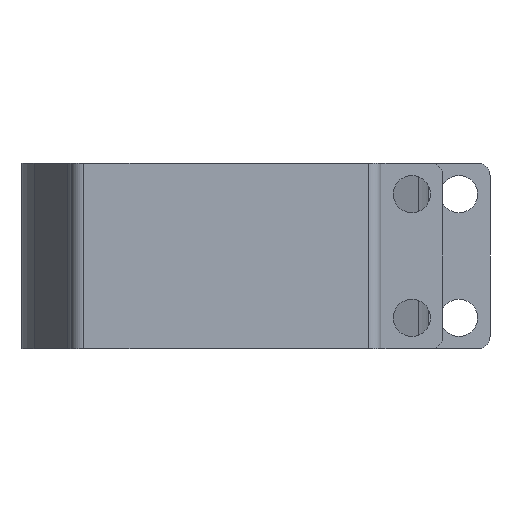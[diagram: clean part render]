
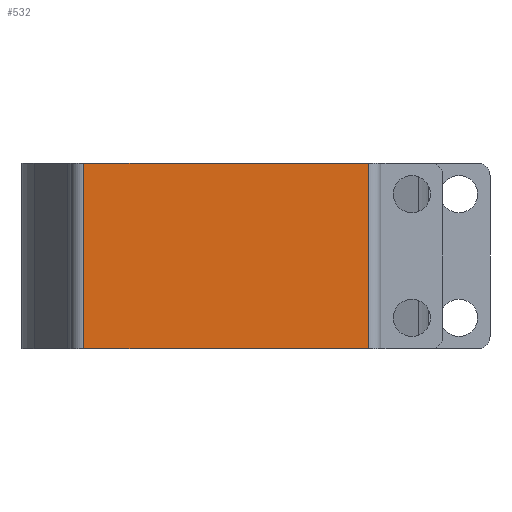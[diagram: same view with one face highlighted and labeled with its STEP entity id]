
A CAD part, front view. The second image highlights one B-rep face of the part: STEP entity #532.
In plain terms, the highlighted planar face has unit normal (0, -1, 0).
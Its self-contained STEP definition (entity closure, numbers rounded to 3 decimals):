
#68 = CARTESIAN_POINT ( 'NONE',  ( -23., -78., 0. ) ) ;
#101 = VECTOR ( 'NONE', #690, 1000. ) ;
#137 = VECTOR ( 'NONE', #211, 1000. ) ;
#211 = DIRECTION ( 'NONE',  ( 1., 0., 0. ) ) ;
#249 = ORIENTED_EDGE ( 'NONE', *, *, #275, .F. ) ;
#252 = ORIENTED_EDGE ( 'NONE', *, *, #1736, .T. ) ;
#275 = EDGE_CURVE ( 'NONE', #1762, #1844, #1390, .T. ) ;
#352 = ORIENTED_EDGE ( 'NONE', *, *, #1365, .T. ) ;
#438 = CARTESIAN_POINT ( 'NONE',  ( 23., -78., 30. ) ) ;
#499 = LINE ( 'NONE', #1753, #101 ) ;
#532 = ADVANCED_FACE ( 'NONE', ( #1349 ), #1364, .F. ) ;
#690 = DIRECTION ( 'NONE',  ( 0., 0., -1. ) ) ;
#830 = LINE ( 'NONE', #948, #1746 ) ;
#837 = CARTESIAN_POINT ( 'NONE',  ( 0., -78., 0. ) ) ;
#849 = EDGE_LOOP ( 'NONE', ( #252, #352, #249, #936 ) ) ;
#863 = EDGE_CURVE ( 'NONE', #1762, #1773, #499, .T. ) ;
#868 = DIRECTION ( 'NONE',  ( 0., 1., 0. ) ) ;
#936 = ORIENTED_EDGE ( 'NONE', *, *, #863, .T. ) ;
#948 = CARTESIAN_POINT ( 'NONE',  ( 23., -78., 30. ) ) ;
#1173 = VERTEX_POINT ( 'NONE', #1562 ) ;
#1349 = FACE_OUTER_BOUND ( 'NONE', #849, .T. ) ;
#1357 = DIRECTION ( 'NONE',  ( 0., 0., 1. ) ) ;
#1364 = PLANE ( 'NONE',  #1780 ) ;
#1365 = EDGE_CURVE ( 'NONE', #1173, #1844, #830, .T. ) ;
#1390 = LINE ( 'NONE', #1428, #1576 ) ;
#1428 = CARTESIAN_POINT ( 'NONE',  ( 0., -78., 30. ) ) ;
#1562 = CARTESIAN_POINT ( 'NONE',  ( 23., -78., 0. ) ) ;
#1576 = VECTOR ( 'NONE', #1776, 1000. ) ;
#1602 = LINE ( 'NONE', #837, #137 ) ;
#1710 = CARTESIAN_POINT ( 'NONE',  ( -23., -78., 30. ) ) ;
#1736 = EDGE_CURVE ( 'NONE', #1773, #1173, #1602, .T. ) ;
#1746 = VECTOR ( 'NONE', #1940, 1000. ) ;
#1753 = CARTESIAN_POINT ( 'NONE',  ( -23., -78., 30. ) ) ;
#1762 = VERTEX_POINT ( 'NONE', #1710 ) ;
#1773 = VERTEX_POINT ( 'NONE', #68 ) ;
#1776 = DIRECTION ( 'NONE',  ( 1., 0., 0. ) ) ;
#1780 = AXIS2_PLACEMENT_3D ( 'NONE', #2001, #868, #1357 ) ;
#1844 = VERTEX_POINT ( 'NONE', #438 ) ;
#1940 = DIRECTION ( 'NONE',  ( 0., 0., 1. ) ) ;
#2001 = CARTESIAN_POINT ( 'NONE',  ( 0., -78., 30. ) ) ;
